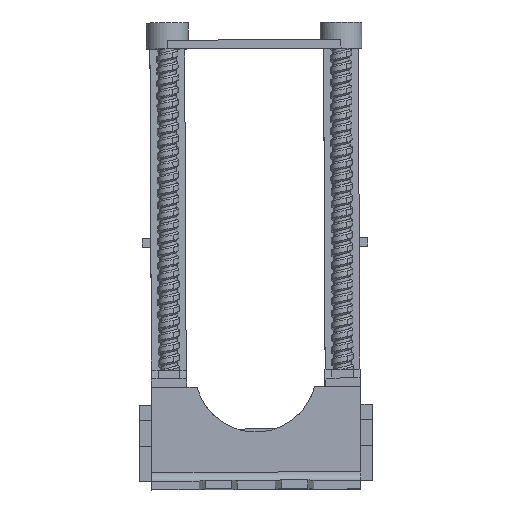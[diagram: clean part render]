
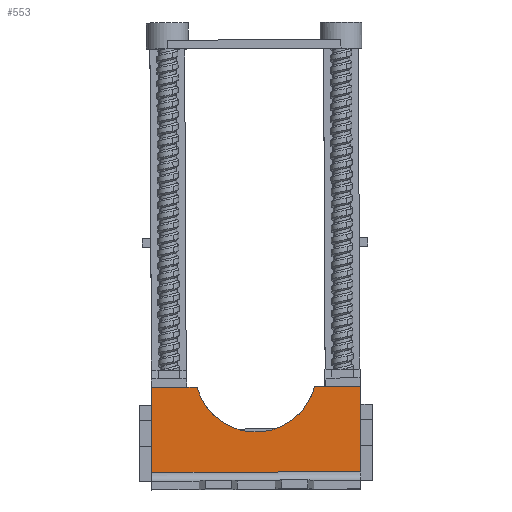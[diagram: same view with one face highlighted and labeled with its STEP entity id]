
A CAD part, front view. The second image highlights one B-rep face of the part: STEP entity #553.
In plain terms, the highlighted face is planar.
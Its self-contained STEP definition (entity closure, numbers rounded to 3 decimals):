
#553=ADVANCED_FACE('',(#1030),#8377,.T.);
#1030=FACE_OUTER_BOUND('',#1572,.T.);
#1572=EDGE_LOOP('',(#3678,#3679,#3680,#3681,#3682,#3683));
#3678=ORIENTED_EDGE('',*,*,#5364,.F.);
#3679=ORIENTED_EDGE('',*,*,#5408,.T.);
#3680=ORIENTED_EDGE('',*,*,#5357,.F.);
#3681=ORIENTED_EDGE('',*,*,#5392,.T.);
#3682=ORIENTED_EDGE('',*,*,#5402,.T.);
#3683=ORIENTED_EDGE('',*,*,#5346,.F.);
#5346=EDGE_CURVE('',#7999,#8000,#6495,.T.);
#5357=EDGE_CURVE('',#8008,#8009,#6506,.T.);
#5364=EDGE_CURVE('',#8016,#7999,#6513,.T.);
#5392=EDGE_CURVE('',#8008,#8029,#6541,.T.);
#5402=EDGE_CURVE('',#8029,#8000,#6979,.T.);
#5408=EDGE_CURVE('',#8016,#8009,#6546,.T.);
#6495=B_SPLINE_CURVE_WITH_KNOTS('',1,(#25717,#25718),.UNSPECIFIED.,.F.,
 .F.,(2,2),(0.,26.321),.UNSPECIFIED.);
#6506=B_SPLINE_CURVE_WITH_KNOTS('',1,(#25739,#25740),.UNSPECIFIED.,.F.,
 .F.,(2,2),(0.,49.),.UNSPECIFIED.);
#6513=B_SPLINE_CURVE_WITH_KNOTS('',1,(#25753,#25754),.UNSPECIFIED.,.F.,
 .F.,(2,2),(0.,49.),.UNSPECIFIED.);
#6541=B_SPLINE_CURVE_WITH_KNOTS('',1,(#25809,#25810),.UNSPECIFIED.,.F.,
 .F.,(2,2),(0.,26.321),.UNSPECIFIED.);
#6546=B_SPLINE_CURVE_WITH_KNOTS('',1,(#25854,#25855),.UNSPECIFIED.,.F.,
 .F.,(2,2),(-120.289,0.),.UNSPECIFIED.);
#6979=TRIMMED_CURVE($,#7276,(#25836),(#25837),.T.,.CARTESIAN.);
#7276=CIRCLE('',#10260,35.);
#7999=VERTEX_POINT('',#25652);
#8000=VERTEX_POINT('',#25653);
#8008=VERTEX_POINT('',#25661);
#8009=VERTEX_POINT('',#25662);
#8016=VERTEX_POINT('',#25669);
#8029=VERTEX_POINT('',#25682);
#8377=PLANE('',#10240);
#10240=AXIS2_PLACEMENT_3D('',#25625,#11240,$);
#10260=AXIS2_PLACEMENT_3D($,#25835,#11270,#11271);
#11240=DIRECTION('',(0.,0.,1.));
#11270=DIRECTION('',(0.,0.,-1.));
#11271=DIRECTION('',(0.966,-0.257,0.));
#25625=CARTESIAN_POINT('',(-7.173,-248.9,16.618));
#25652=CARTESIAN_POINT('',(4.856,-195.,16.618));
#25653=CARTESIAN_POINT('',(31.177,-195.,16.618));
#25661=CARTESIAN_POINT('',(125.144,-195.,16.618));
#25662=CARTESIAN_POINT('',(125.144,-244.,16.618));
#25669=CARTESIAN_POINT('',(4.856,-244.,16.618));
#25682=CARTESIAN_POINT('',(98.823,-195.,16.618));
#25717=CARTESIAN_POINT('',(4.856,-195.,16.618));
#25718=CARTESIAN_POINT('',(31.177,-195.,16.618));
#25739=CARTESIAN_POINT('',(125.144,-195.,16.618));
#25740=CARTESIAN_POINT('',(125.144,-244.,16.618));
#25753=CARTESIAN_POINT('',(4.856,-244.,16.618));
#25754=CARTESIAN_POINT('',(4.856,-195.,16.618));
#25809=CARTESIAN_POINT('',(125.144,-195.,16.618));
#25810=CARTESIAN_POINT('',(98.823,-195.,16.618));
#25835=CARTESIAN_POINT('',(65.,-186.,16.618));
#25836=CARTESIAN_POINT('',(98.823,-195.,16.618));
#25837=CARTESIAN_POINT('',(31.177,-195.,16.618));
#25854=CARTESIAN_POINT('',(4.856,-244.,16.618));
#25855=CARTESIAN_POINT('',(125.144,-244.,16.618));
